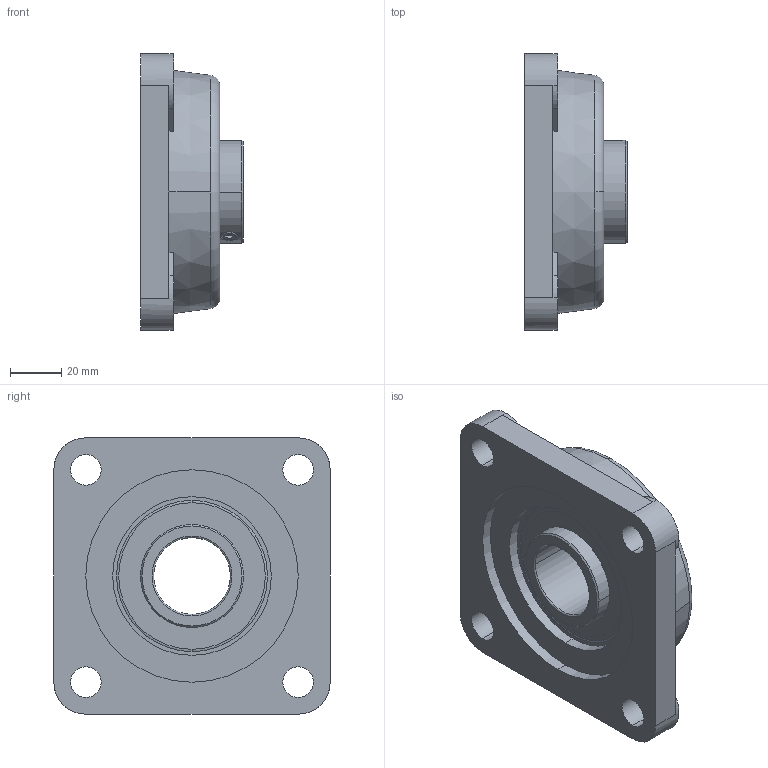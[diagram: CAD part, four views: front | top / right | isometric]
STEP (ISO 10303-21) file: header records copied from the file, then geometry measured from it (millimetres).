
FILE_DESCRIPTION(('STEP AP214'),'1');
FILE_NAME('snr_ucf206_0.stp','2023-06-02T09:58:25',('TraceParts'),('TraceParts S.A.'),'Spatial InterOp 3D',' ',' ');
FILE_SCHEMA(('AUTOMOTIVE_DESIGN { 1 0 10303 214 1 1 1 1 }'));
Length unit declared in the file: millimetre
Products named in the file (1): snr_ucf206_0
Bounding box: 40.2 x 108 x 108 mm (x, y, z)
Volume: 197914.3 mm3; surface area: 49041.2 mm2
Topology: 1 solids, 3 shells, 142 faces, 355 edges, 232 vertices
Faces by surface type: cylinder 50, plane 49, cone 20, torus 14, sphere 9
Entity records: 4926 total; most frequent: CARTESIAN_POINT 1423, DIRECTION 761, ORIENTED_EDGE 710, EDGE_CURVE 355, AXIS2_PLACEMENT_3D 308, VERTEX_POINT 232, EDGE_LOOP 169, CIRCLE 165
